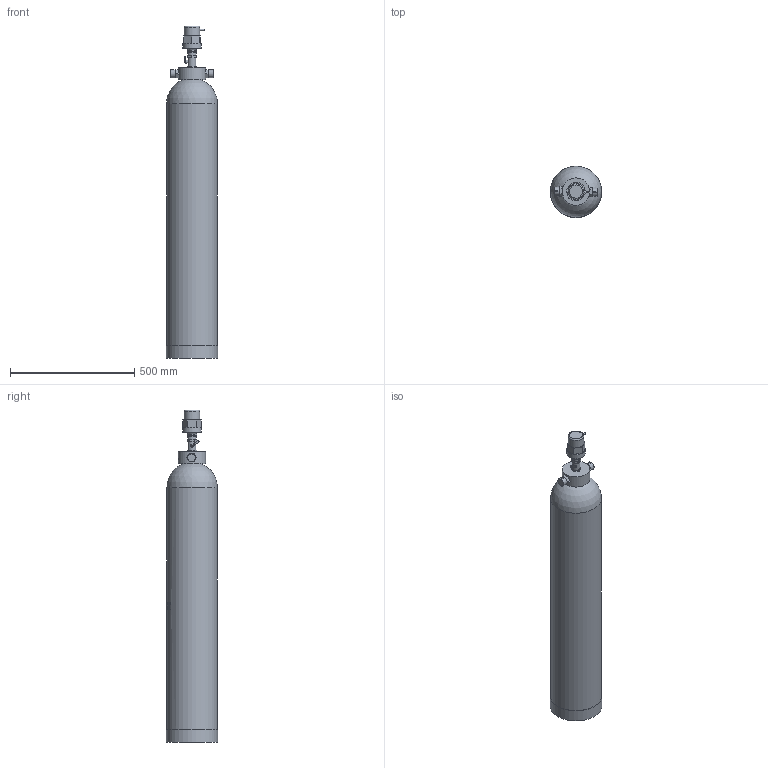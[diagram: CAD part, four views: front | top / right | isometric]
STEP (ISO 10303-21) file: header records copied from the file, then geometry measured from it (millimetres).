
FILE_DESCRIPTION(('STEP AP203'), '1');
FILE_NAME('66', '2017-08-01T23:15:25', ('Þëÿ'), (''), 'ASCON STEP Converter 1.3', 'ASCON Math Kernel', '');
FILE_SCHEMA(('CONFIG_CONTROL_DESIGN'));
Length unit declared in the file: millimetre
Bounding box: 207 x 207 x 1334.7 mm (x, y, z)
Volume: 36937213.2 mm3; surface area: 829476.3 mm2
Topology: 1 solids, 1 shells, 338 faces, 911 edges, 601 vertices
Faces by surface type: cylinder 205, plane 128, torus 3, sphere 1, cone 1
Full cylindrical faces by diameter (mm): 6 x2, 12 x1, 30 x1, 32 x3, 33 x1, 63 x1, 74 x1, 110 x1, 205 x1, 207 x1
Entity records: 19225 total; most frequent: CARTESIAN_POINT 8803, ORIENTED_EDGE 1784, DIRECTION 1261, EDGE_CURVE 892, VERTEX_POINT 601, AXIS2_PLACEMENT_3D 429, LINE 403, VECTOR 403
